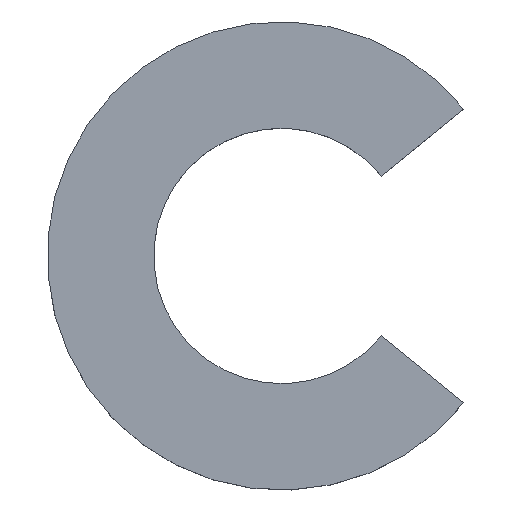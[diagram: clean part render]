
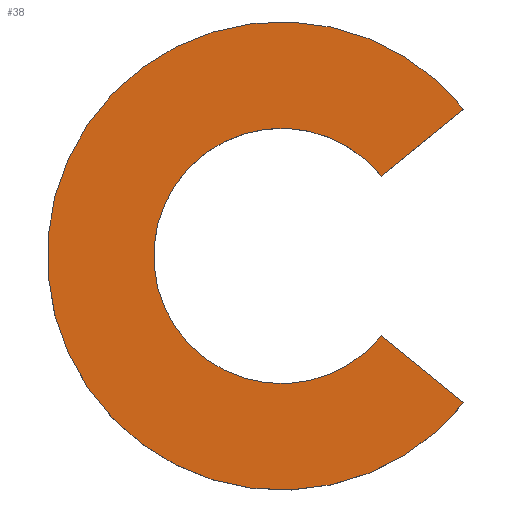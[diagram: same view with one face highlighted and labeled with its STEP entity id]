
A CAD part, top view. The second image highlights one B-rep face of the part: STEP entity #38.
In plain terms, the highlighted planar face has unit normal (0, 0, 1).
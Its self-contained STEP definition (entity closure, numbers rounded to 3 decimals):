
#38 = ADVANCED_FACE( '', ( #71 ), #72, .T. );
#71 = FACE_OUTER_BOUND( '', #96, .T. );
#72 = PLANE( '', #97 );
#96 = EDGE_LOOP( '', ( #135, #136, #137, #138 ) );
#97 = AXIS2_PLACEMENT_3D( '', #139, #140, #141 );
#135 = ORIENTED_EDGE( '', *, *, #165, .F. );
#136 = ORIENTED_EDGE( '', *, *, #157, .T. );
#137 = ORIENTED_EDGE( '', *, *, #151, .T. );
#138 = ORIENTED_EDGE( '', *, *, #160, .T. );
#139 = CARTESIAN_POINT( '', ( 0., 11., 3. ) );
#140 = DIRECTION( '', ( 0., 0., 1. ) );
#141 = DIRECTION( '', ( 1., 0., 0. ) );
#151 = EDGE_CURVE( '', #169, #170, #171, .T. );
#157 = EDGE_CURVE( '', #180, #169, #181, .T. );
#160 = EDGE_CURVE( '', #170, #184, #185, .T. );
#165 = EDGE_CURVE( '', #180, #184, #191, .T. );
#169 = VERTEX_POINT( '', #195 );
#170 = VERTEX_POINT( '', #196 );
#171 = CIRCLE( '', #197, 6. );
#180 = VERTEX_POINT( '', #209 );
#181 = LINE( '', #210, #211 );
#184 = VERTEX_POINT( '', #215 );
#185 = LINE( '', #216, #217 );
#191 = CIRCLE( '', #225, 11. );
#195 = CARTESIAN_POINT( '', ( 4.684, -3.75, 3. ) );
#196 = CARTESIAN_POINT( '', ( 4.684, 3.75, 3. ) );
#197 = AXIS2_PLACEMENT_3D( '', #228, #229, #230 );
#209 = CARTESIAN_POINT( '', ( 8.57, -6.897, 3. ) );
#210 = CARTESIAN_POINT( '', ( -5.359, 4.382, 3. ) );
#211 = VECTOR( '', #237, 1000. );
#215 = CARTESIAN_POINT( '', ( 8.57, 6.897, 3. ) );
#216 = CARTESIAN_POINT( '', ( 5.401, 4.331, 3. ) );
#217 = VECTOR( '', #239, 1000. );
#225 = AXIS2_PLACEMENT_3D( '', #245, #246, #247 );
#228 = CARTESIAN_POINT( '', ( 0., 0., 3. ) );
#229 = DIRECTION( '', ( 0., 0., -1. ) );
#230 = DIRECTION( '', ( -1., 0., 0. ) );
#237 = DIRECTION( '', ( -0.777, 0.629, 0. ) );
#239 = DIRECTION( '', ( 0.777, 0.629, 0. ) );
#245 = CARTESIAN_POINT( '', ( 0., 0., 3. ) );
#246 = DIRECTION( '', ( 0., 0., -1. ) );
#247 = DIRECTION( '', ( -1., 0., 0. ) );
